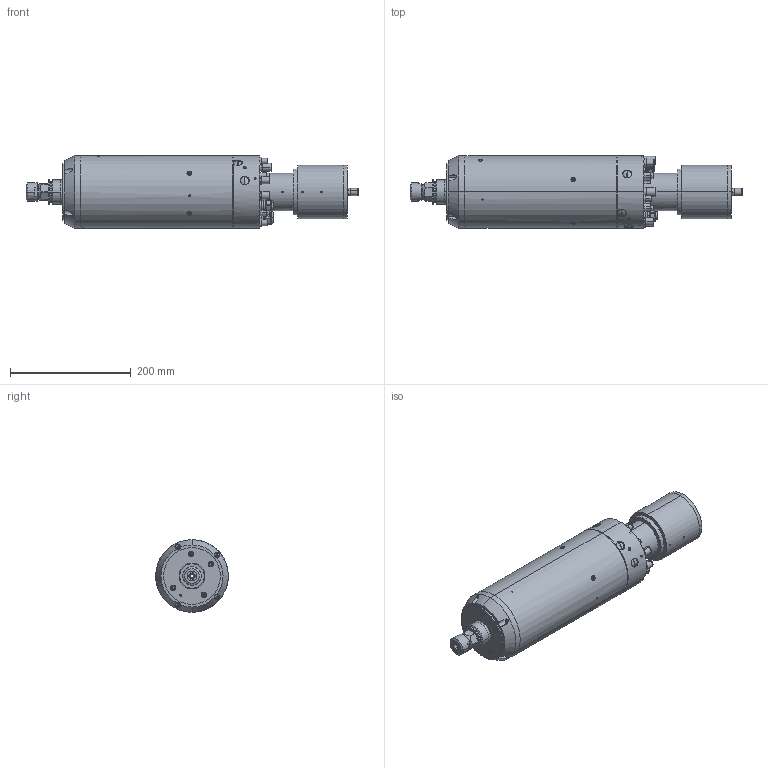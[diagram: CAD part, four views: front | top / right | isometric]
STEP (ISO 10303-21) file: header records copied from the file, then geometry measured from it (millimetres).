
FILE_DESCRIPTION (( 'STEP AP203' ), '1' );
FILE_NAME ('120AI36K-00-.STEP', '2010-05-05T08:04:06', ( 'IBAGCAD_7' ), ( 'IBAG Switzerland AG' ), 'SwSTEP 2.0', 'SolidWorks 2009', '' );
FILE_SCHEMA (( 'CONFIG_CONTROL_DESIGN' ));
Length unit declared in the file: millimetre
Products named in the file (1): 120AI36K-00-
Bounding box: 549.11 x 120 x 120 mm (x, y, z)
Surface area: 254419.3 mm2 (no closed solid volume)
Topology: 0 solids, 105 shells, 868 faces, 2765 edges, 1984 vertices
Faces by surface type: plane 374, cylinder 342, cone 78, torus 68, sphere 6
Entity records: 32798 total; most frequent: CARTESIAN_POINT 7686, DIRECTION 5718, ORIENTED_EDGE 4272, EDGE_CURVE 2733, AXIS2_PLACEMENT_3D 2219, VERTEX_POINT 1984, CIRCLE 1350, VECTOR 1280
